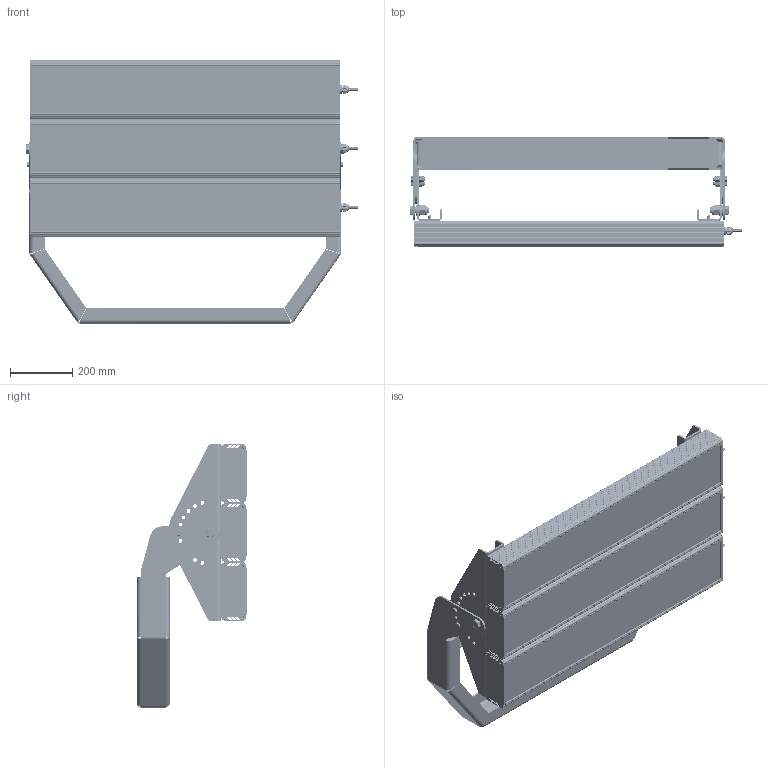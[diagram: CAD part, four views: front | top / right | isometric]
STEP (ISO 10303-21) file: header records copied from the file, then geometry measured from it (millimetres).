
FILE_DESCRIPTION(('STEP AP214'), '1');
FILE_NAME('001.0084.13.000 - ÃÑÓ Ýêñòðà Îïòèê Ì 600 (3õ200)', '2023-12-12T15:24:53', ('Åâãåíèé'), ('ÎÊÁ Ñâîé Ñòèëü'), 'C3D Converter', 'C3D Toolkit', '');
FILE_SCHEMA(('AUTOMOTIVE_DESIGN { 1 0 10303 214 3 1 1}'));
Length unit declared in the file: millimetre
Products named in the file (55): 001.0084.13.000; 001.0054.07.000; 001.0054.02.001х3; 001.0054.02.001х3-01; 001.0054.03.100; 001.0054.03.101; 001.0054.01.102; 001.0054.03.103
Assembly tree (111 placements, depth 4):
  001.0084.13.000
    001.0054.07.000
      001.0054.02.001х3
      001.0054.02.001х3-01
      (unnamed)  x3
      (unnamed)  x3
      (unnamed)  x3
      001.0054.03.100
        001.0054.03.101
        001.0054.01.102
        001.0054.01.102
        001.0054.03.103
      (unnamed)
      (unnamed)  x2
      (unnamed)
      (unnamed)
      (unnamed)
      (unnamed)
      (unnamed)
      (unnamed)
      (unnamed)
      (unnamed)
      (unnamed)
      (unnamed)
      (unnamed)  x2
      (unnamed)
      (unnamed)
      (unnamed)
      (unnamed)
      (unnamed)
      (unnamed)  x3
      (unnamed)  x3
      (unnamed)  x3
    (unnamed)  x3
      (unnamed)
      (unnamed)
      (unnamed)
      (unnamed)
      (unnamed)
      (unnamed)
      (unnamed)
      (unnamed)
      (unnamed)
        (unnamed)
      (unnamed)
        (unnamed)
        (unnamed)
        (unnamed)  x13
        (unnamed)
        (unnamed)
        (unnamed)
        (unnamed)
        (unnamed)
        (unnamed)
        (unnamed)
Bounding box: 1069.43 x 356.1 x 847.69 mm (x, y, z)
Volume: 14134155.6 mm3; surface area: 8789491.5 mm2
Topology: 2084 solids, 2084 shells, 28135 faces, 63710 edges, 42575 vertices
Faces by surface type: plane 20122, cylinder 6485, bspline 991, cone 426, sphere 60, torus 51
Full cylindrical faces by diameter (mm): 1 x60, 2 x120, 2.5 x240, 2.8 x1500, 3.2 x60, 3.5 x360, 4 x36, 4.917 x6, 6 x6, 6.4 x6, 6.75 x6, 8 x36, 9 x780, 10 x6, 10.106 x4, 11 x6, 12 x41, 12.5 x3, 13 x8, 14 x3, 16 x3, 17.294 x2, 18 x4, 18.5 x9, 20 x9, 21 x4, 21.6 x2, 22 x4, 23.5 x3, 30 x2
Entity records: 138749 total; most frequent: CARTESIAN_POINT 60818, DIRECTION 12214, ORIENTED_EDGE 11524, EDGE_CURVE 5762, AXIS2_PLACEMENT_3D 4445, VERTEX_POINT 3936, LINE 3324, VECTOR 3324
